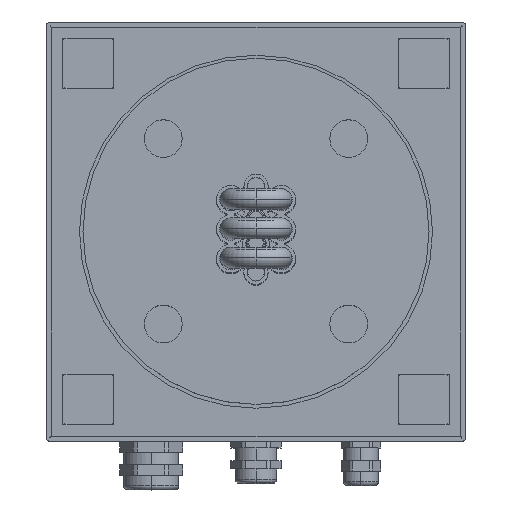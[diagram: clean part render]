
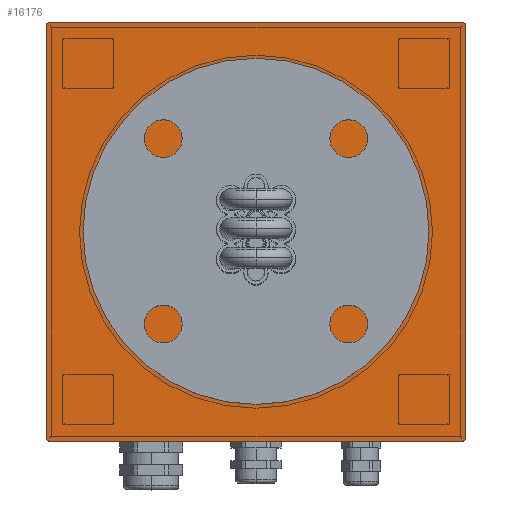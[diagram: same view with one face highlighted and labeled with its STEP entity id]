
A CAD part, top view. The second image highlights one B-rep face of the part: STEP entity #16176.
In plain terms, the highlighted face is planar.
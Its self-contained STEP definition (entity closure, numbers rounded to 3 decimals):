
#530 = CARTESIAN_POINT ( 'NONE',  ( -98., -100., -4. ) ) ;
#959 = EDGE_CURVE ( 'NONE', #12116, #11447, #4697, .T. ) ;
#1122 = DIRECTION ( 'NONE',  ( 0., 0., 1. ) ) ;
#1198 = EDGE_LOOP ( 'NONE', ( #17874, #26230 ) ) ;
#1216 = DIRECTION ( 'NONE',  ( 0., 0., 1. ) ) ;
#1707 = VECTOR ( 'NONE', #9323, 1000. ) ;
#2139 = EDGE_CURVE ( 'NONE', #15298, #9313, #20039, .T. ) ;
#2177 = AXIS2_PLACEMENT_3D ( 'NONE', #3404, #1216, #19834 ) ;
#2205 = AXIS2_PLACEMENT_3D ( 'NONE', #16695, #21196, #8609 ) ;
#2909 = ORIENTED_EDGE ( 'NONE', *, *, #21714, .F. ) ;
#2921 = AXIS2_PLACEMENT_3D ( 'NONE', #4482, #23327, #4340 ) ;
#3175 = EDGE_CURVE ( 'NONE', #11447, #19549, #5096, .T. ) ;
#3404 = CARTESIAN_POINT ( 'NONE',  ( 98., -98., -4. ) ) ;
#3425 = VERTEX_POINT ( 'NONE', #18736 ) ;
#3484 = EDGE_CURVE ( 'NONE', #15620, #4982, #25325, .T. ) ;
#4117 = FACE_OUTER_BOUND ( 'NONE', #17301, .T. ) ;
#4340 = DIRECTION ( 'NONE',  ( 1., 0., 0. ) ) ;
#4482 = CARTESIAN_POINT ( 'NONE',  ( -98., -98., -4. ) ) ;
#4697 = CIRCLE ( 'NONE', #2921, 2. ) ;
#4955 = DIRECTION ( 'NONE',  ( 0., 0., 1. ) ) ;
#4982 = VERTEX_POINT ( 'NONE', #23401 ) ;
#5096 = LINE ( 'NONE', #15744, #13558 ) ;
#5607 = DIRECTION ( 'NONE',  ( -1., 0., 0. ) ) ;
#6165 = CARTESIAN_POINT ( 'NONE',  ( -31.15, 0., -4. ) ) ;
#7348 = DIRECTION ( 'NONE',  ( 0., 0., 1. ) ) ;
#7565 = CARTESIAN_POINT ( 'NONE',  ( -100., 98., -4. ) ) ;
#7631 = DIRECTION ( 'NONE',  ( 0., -1., 0. ) ) ;
#7642 = CARTESIAN_POINT ( 'NONE',  ( -98., 100., -4. ) ) ;
#8068 = FACE_BOUND ( 'NONE', #1198, .T. ) ;
#8156 = ORIENTED_EDGE ( 'NONE', *, *, #22610, .F. ) ;
#8609 = DIRECTION ( 'NONE',  ( -1., 0., 0. ) ) ;
#9166 = CIRCLE ( 'NONE', #2177, 2. ) ;
#9229 = CARTESIAN_POINT ( 'NONE',  ( 98., -100., -4. ) ) ;
#9313 = VERTEX_POINT ( 'NONE', #7565 ) ;
#9323 = DIRECTION ( 'NONE',  ( 0., 1., 0. ) ) ;
#9462 = CARTESIAN_POINT ( 'NONE',  ( 100., 98., -4. ) ) ;
#9658 = CIRCLE ( 'NONE', #22758, 31.15 ) ;
#9817 = ORIENTED_EDGE ( 'NONE', *, *, #2139, .F. ) ;
#10401 = DIRECTION ( 'NONE',  ( -1., 0., 0. ) ) ;
#11016 = ORIENTED_EDGE ( 'NONE', *, *, #13919, .F. ) ;
#11079 = EDGE_CURVE ( 'NONE', #9313, #12116, #18168, .T. ) ;
#11389 = LINE ( 'NONE', #9462, #1707 ) ;
#11447 = VERTEX_POINT ( 'NONE', #530 ) ;
#12116 = VERTEX_POINT ( 'NONE', #20137 ) ;
#12424 = ORIENTED_EDGE ( 'NONE', *, *, #3484, .F. ) ;
#13311 = DIRECTION ( 'NONE',  ( 1., 0., 0. ) ) ;
#13558 = VECTOR ( 'NONE', #25855, 1000. ) ;
#13919 = EDGE_CURVE ( 'NONE', #4982, #15298, #26361, .T. ) ;
#13992 = CARTESIAN_POINT ( 'NONE',  ( 100., -98., -4. ) ) ;
#14042 = ORIENTED_EDGE ( 'NONE', *, *, #3175, .F. ) ;
#14274 = ORIENTED_EDGE ( 'NONE', *, *, #959, .F. ) ;
#14677 = VECTOR ( 'NONE', #5607, 1000. ) ;
#14751 = CIRCLE ( 'NONE', #17798, 31.15 ) ;
#15298 = VERTEX_POINT ( 'NONE', #15440 ) ;
#15434 = EDGE_CURVE ( 'NONE', #3425, #21533, #14751, .T. ) ;
#15440 = CARTESIAN_POINT ( 'NONE',  ( -98., 100., -4. ) ) ;
#15620 = VERTEX_POINT ( 'NONE', #16362 ) ;
#15744 = CARTESIAN_POINT ( 'NONE',  ( -98., -100., -4. ) ) ;
#16081 = DIRECTION ( 'NONE',  ( 1., 0., 0. ) ) ;
#16176 = ADVANCED_FACE ( 'NONE', ( #8068, #4117 ), #16410, .T. ) ;
#16362 = CARTESIAN_POINT ( 'NONE',  ( 100., 98., -4. ) ) ;
#16410 = PLANE ( 'NONE',  #18308 ) ;
#16695 = CARTESIAN_POINT ( 'NONE',  ( 98., 98., -4. ) ) ;
#16961 = AXIS2_PLACEMENT_3D ( 'NONE', #26250, #1122, #22570 ) ;
#17301 = EDGE_LOOP ( 'NONE', ( #12424, #8156, #2909, #14042, #14274, #17490, #9817, #11016 ) ) ;
#17490 = ORIENTED_EDGE ( 'NONE', *, *, #11079, .F. ) ;
#17798 = AXIS2_PLACEMENT_3D ( 'NONE', #26065, #7348, #16081 ) ;
#17874 = ORIENTED_EDGE ( 'NONE', *, *, #15434, .T. ) ;
#18168 = LINE ( 'NONE', #22133, #26755 ) ;
#18308 = AXIS2_PLACEMENT_3D ( 'NONE', #24728, #20252, #10401 ) ;
#18736 = CARTESIAN_POINT ( 'NONE',  ( 31.15, 0., -4. ) ) ;
#19549 = VERTEX_POINT ( 'NONE', #9229 ) ;
#19834 = DIRECTION ( 'NONE',  ( 1., 0., 0. ) ) ;
#20039 = CIRCLE ( 'NONE', #16961, 2. ) ;
#20137 = CARTESIAN_POINT ( 'NONE',  ( -100., -98., -4. ) ) ;
#20252 = DIRECTION ( 'NONE',  ( 0., 0., -1. ) ) ;
#21196 = DIRECTION ( 'NONE',  ( 0., 0., 1. ) ) ;
#21533 = VERTEX_POINT ( 'NONE', #6165 ) ;
#21714 = EDGE_CURVE ( 'NONE', #19549, #22519, #9166, .T. ) ;
#22133 = CARTESIAN_POINT ( 'NONE',  ( -100., 98., -4. ) ) ;
#22153 = CARTESIAN_POINT ( 'NONE',  ( 0., 0., -4. ) ) ;
#22519 = VERTEX_POINT ( 'NONE', #13992 ) ;
#22570 = DIRECTION ( 'NONE',  ( 1., 0., 0. ) ) ;
#22610 = EDGE_CURVE ( 'NONE', #22519, #15620, #11389, .T. ) ;
#22758 = AXIS2_PLACEMENT_3D ( 'NONE', #22153, #4955, #13311 ) ;
#23327 = DIRECTION ( 'NONE',  ( 0., 0., 1. ) ) ;
#23401 = CARTESIAN_POINT ( 'NONE',  ( 98., 100., -4. ) ) ;
#24243 = EDGE_CURVE ( 'NONE', #21533, #3425, #9658, .T. ) ;
#24728 = CARTESIAN_POINT ( 'NONE',  ( 98., 98., -4. ) ) ;
#25325 = CIRCLE ( 'NONE', #2205, 2. ) ;
#25855 = DIRECTION ( 'NONE',  ( 1., 0., 0. ) ) ;
#26065 = CARTESIAN_POINT ( 'NONE',  ( 0., 0., -4. ) ) ;
#26230 = ORIENTED_EDGE ( 'NONE', *, *, #24243, .T. ) ;
#26250 = CARTESIAN_POINT ( 'NONE',  ( -98., 98., -4. ) ) ;
#26361 = LINE ( 'NONE', #7642, #14677 ) ;
#26755 = VECTOR ( 'NONE', #7631, 1000. ) ;
